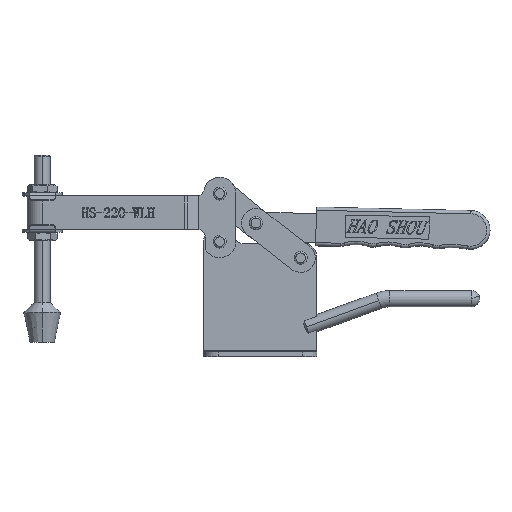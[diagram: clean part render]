
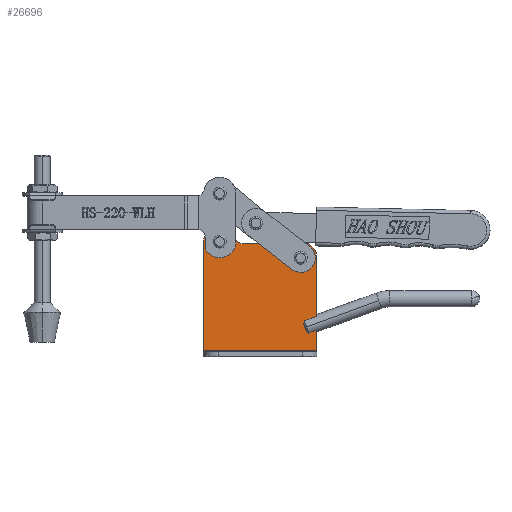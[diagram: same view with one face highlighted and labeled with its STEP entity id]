
A CAD part, top view. The second image highlights one B-rep face of the part: STEP entity #26696.
In plain terms, the highlighted planar face has unit normal (0, 0, 1).
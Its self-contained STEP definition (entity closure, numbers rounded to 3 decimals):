
#525 = ORIENTED_EDGE ( 'NONE', *, *, #28985, .F. ) ;
#526 = ORIENTED_EDGE ( 'NONE', *, *, #28963, .T. ) ;
#530 = ORIENTED_EDGE ( 'NONE', *, *, #28962, .T. ) ;
#531 = ORIENTED_EDGE ( 'NONE', *, *, #28960, .T. ) ;
#533 = ORIENTED_EDGE ( 'NONE', *, *, #28966, .F. ) ;
#534 = ORIENTED_EDGE ( 'NONE', *, *, #28964, .T. ) ;
#536 = ORIENTED_EDGE ( 'NONE', *, *, #28965, .F. ) ;
#537 = ORIENTED_EDGE ( 'NONE', *, *, #28979, .T. ) ;
#539 = ORIENTED_EDGE ( 'NONE', *, *, #28961, .T. ) ;
#1975 = VERTEX_POINT ( 'NONE', #38612 ) ;
#1976 = VERTEX_POINT ( 'NONE', #38611 ) ;
#1977 = VERTEX_POINT ( 'NONE', #38610 ) ;
#1982 = VERTEX_POINT ( 'NONE', #38605 ) ;
#1983 = VERTEX_POINT ( 'NONE', #38604 ) ;
#1989 = VERTEX_POINT ( 'NONE', #38598 ) ;
#1990 = VERTEX_POINT ( 'NONE', #38597 ) ;
#1991 = VERTEX_POINT ( 'NONE', #38596 ) ;
#1992 = VERTEX_POINT ( 'NONE', #38595 ) ;
#1993 = VERTEX_POINT ( 'NONE', #38594 ) ;
#1994 = VERTEX_POINT ( 'NONE', #38593 ) ;
#3544 = EDGE_LOOP ( 'NONE', ( #36463, #46060 ) ) ;
#3667 = FACE_BOUND ( 'NONE', #24342, .T. ) ;
#3671 = FACE_BOUND ( 'NONE', #3544, .T. ) ;
#3672 = FACE_OUTER_BOUND ( 'NONE', #24503, .T. ) ;
#24342 = EDGE_LOOP ( 'NONE', ( #533, #525 ) ) ;
#24503 = EDGE_LOOP ( 'NONE', ( #536, #537, #534, #526, #530, #539, #531 ) ) ;
#26696 = ADVANCED_FACE ( 'NONE', ( #3671, #3667, #3672 ), #45691, .F. ) ;
#28960 = EDGE_CURVE ( 'NONE', #1975, #1982, #44198, .T. ) ;
#28961 = EDGE_CURVE ( 'NONE', #1976, #1975, #44196, .T. ) ;
#28962 = EDGE_CURVE ( 'NONE', #1977, #1976, #44202, .T. ) ;
#28963 = EDGE_CURVE ( 'NONE', #1983, #1977, #44203, .T. ) ;
#28964 = EDGE_CURVE ( 'NONE', #1991, #1983, #44204, .T. ) ;
#28965 = EDGE_CURVE ( 'NONE', #1992, #1982, #44206, .T. ) ;
#28966 = EDGE_CURVE ( 'NONE', #1993, #1994, #44207, .T. ) ;
#28967 = EDGE_CURVE ( 'NONE', #1989, #1990, #44200, .T. ) ;
#28979 = EDGE_CURVE ( 'NONE', #1992, #1991, #44226, .T. ) ;
#28981 = EDGE_CURVE ( 'NONE', #1990, #1989, #44230, .T. ) ;
#28985 = EDGE_CURVE ( 'NONE', #1994, #1993, #44236, .T. ) ;
#34258 = AXIS2_PLACEMENT_3D ( 'NONE', #45735, #45686, #45689 ) ;
#36010 = AXIS2_PLACEMENT_3D ( 'NONE', #41157, #41158, #41159 ) ;
#36011 = AXIS2_PLACEMENT_3D ( 'NONE', #41162, #41163, #41164 ) ;
#36012 = AXIS2_PLACEMENT_3D ( 'NONE', #41166, #41167, #41168 ) ;
#36013 = AXIS2_PLACEMENT_3D ( 'NONE', #41169, #41170, #41171 ) ;
#36014 = AXIS2_PLACEMENT_3D ( 'NONE', #41173, #41174, #41175 ) ;
#36020 = AXIS2_PLACEMENT_3D ( 'NONE', #41209, #41210, #41211 ) ;
#36022 = AXIS2_PLACEMENT_3D ( 'NONE', #41219, #41220, #41221 ) ;
#36463 = ORIENTED_EDGE ( 'NONE', *, *, #28967, .F. ) ;
#38593 = CARTESIAN_POINT ( 'NONE',  ( 56.8, 58., 0. ) ) ;
#38594 = CARTESIAN_POINT ( 'NONE',  ( 63.2, 58., 0. ) ) ;
#38595 = CARTESIAN_POINT ( 'NONE',  ( 70., 0.5, 0. ) ) ;
#38596 = CARTESIAN_POINT ( 'NONE',  ( 70., 58., 0. ) ) ;
#38597 = CARTESIAN_POINT ( 'NONE',  ( 6.8, 68., 0. ) ) ;
#38598 = CARTESIAN_POINT ( 'NONE',  ( 13.2, 68., 0. ) ) ;
#38604 = CARTESIAN_POINT ( 'NONE',  ( 54.897, 66.6, 0. ) ) ;
#38605 = CARTESIAN_POINT ( 'NONE',  ( 0., 0.5, 0. ) ) ;
#38610 = CARTESIAN_POINT ( 'NONE',  ( 24.562, 66.6, 0. ) ) ;
#38611 = CARTESIAN_POINT ( 'NONE',  ( 19.708, 70.4, 0. ) ) ;
#38612 = CARTESIAN_POINT ( 'NONE',  ( 0., 68., 0. ) ) ;
#41153 = CARTESIAN_POINT ( 'NONE',  ( 0., 0., 0. ) ) ;
#41154 = DIRECTION ( 'NONE',  ( 0., -1., 0. ) ) ;
#41155 = CARTESIAN_POINT ( 'NONE',  ( 24.562, 66.6, 0. ) ) ;
#41156 = DIRECTION ( 'NONE',  ( -1., 0., 0. ) ) ;
#41157 = CARTESIAN_POINT ( 'NONE',  ( 10., 68., 0. ) ) ;
#41158 = DIRECTION ( 'NONE',  ( 0., 0., 1. ) ) ;
#41159 = DIRECTION ( 'NONE',  ( -1., 0., 0. ) ) ;
#41160 = CARTESIAN_POINT ( 'NONE',  ( 70., 0.5, 0. ) ) ;
#41161 = DIRECTION ( 'NONE',  ( -1., 0., 0. ) ) ;
#41162 = CARTESIAN_POINT ( 'NONE',  ( 24.562, 71.6, 0. ) ) ;
#41163 = DIRECTION ( 'NONE',  ( 0., 0., -1. ) ) ;
#41164 = DIRECTION ( 'NONE',  ( 1., 0., 0. ) ) ;
#41166 = CARTESIAN_POINT ( 'NONE',  ( 60., 58., 0. ) ) ;
#41167 = DIRECTION ( 'NONE',  ( 0., 0., 1. ) ) ;
#41168 = DIRECTION ( 'NONE',  ( -1., 0., 0. ) ) ;
#41169 = CARTESIAN_POINT ( 'NONE',  ( 60., 58., 0. ) ) ;
#41170 = DIRECTION ( 'NONE',  ( 0., 0., 1. ) ) ;
#41171 = DIRECTION ( 'NONE',  ( 1., 0., 0. ) ) ;
#41173 = CARTESIAN_POINT ( 'NONE',  ( 10., 68., 0. ) ) ;
#41174 = DIRECTION ( 'NONE',  ( 0., 0., 1. ) ) ;
#41175 = DIRECTION ( 'NONE',  ( 1., 0., 0. ) ) ;
#41202 = CARTESIAN_POINT ( 'NONE',  ( 70., 58., 0. ) ) ;
#41203 = DIRECTION ( 'NONE',  ( 0., 1., 0. ) ) ;
#41209 = CARTESIAN_POINT ( 'NONE',  ( 10., 68., 0. ) ) ;
#41210 = DIRECTION ( 'NONE',  ( 0., 0., 1. ) ) ;
#41211 = DIRECTION ( 'NONE',  ( 1., 0., 0. ) ) ;
#41219 = CARTESIAN_POINT ( 'NONE',  ( 60., 58., 0. ) ) ;
#41220 = DIRECTION ( 'NONE',  ( 0., 0., 1. ) ) ;
#41221 = DIRECTION ( 'NONE',  ( 1., 0., 0. ) ) ;
#44196 = CIRCLE ( 'NONE', #36010, 10. ) ;
#44198 = LINE ( 'NONE', #41153, #44201 ) ;
#44200 = CIRCLE ( 'NONE', #36014, 3.2 ) ;
#44201 = VECTOR ( 'NONE', #41154, 1000. ) ;
#44202 = CIRCLE ( 'NONE', #36011, 5. ) ;
#44203 = LINE ( 'NONE', #41155, #44205 ) ;
#44204 = CIRCLE ( 'NONE', #36012, 10. ) ;
#44205 = VECTOR ( 'NONE', #41156, 1000. ) ;
#44206 = LINE ( 'NONE', #41160, #44208 ) ;
#44207 = CIRCLE ( 'NONE', #36013, 3.2 ) ;
#44208 = VECTOR ( 'NONE', #41161, 1000. ) ;
#44226 = LINE ( 'NONE', #41202, #44229 ) ;
#44229 = VECTOR ( 'NONE', #41203, 1000. ) ;
#44230 = CIRCLE ( 'NONE', #36020, 3.2 ) ;
#44236 = CIRCLE ( 'NONE', #36022, 3.2 ) ;
#45686 = DIRECTION ( 'NONE',  ( 0., 0., -1. ) ) ;
#45689 = DIRECTION ( 'NONE',  ( -1., 0., 0. ) ) ;
#45691 = PLANE ( 'NONE',  #34258 ) ;
#45735 = CARTESIAN_POINT ( 'NONE',  ( 10., 68., 0. ) ) ;
#46060 = ORIENTED_EDGE ( 'NONE', *, *, #28981, .F. ) ;
